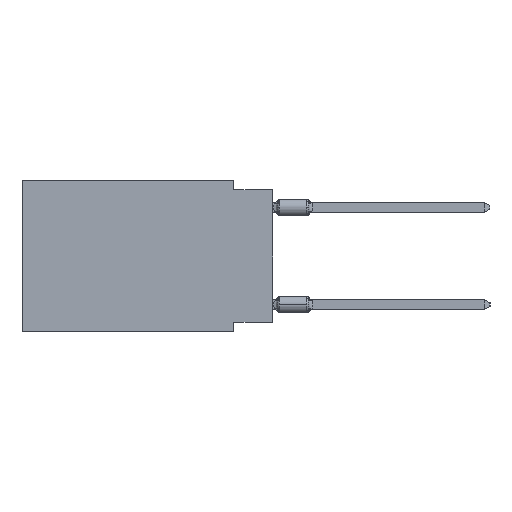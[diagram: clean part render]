
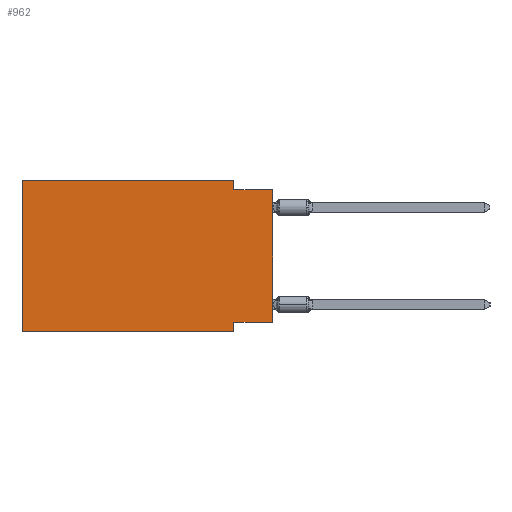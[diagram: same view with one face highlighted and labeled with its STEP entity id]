
A CAD part, left-side view. The second image highlights one B-rep face of the part: STEP entity #962.
In plain terms, the highlighted planar face has unit normal (-1, 0, 0).
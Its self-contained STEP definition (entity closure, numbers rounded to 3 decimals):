
#410 = ORIENTED_EDGE ( 'NONE', *, *, #58035, .F. ) ;
#962 = ADVANCED_FACE ( 'NONE', ( #55147 ), #35275, .F. ) ;
#1135 = VERTEX_POINT ( 'NONE', #53446 ) ;
#1235 = LINE ( 'NONE', #40379, #49612 ) ;
#2537 = VECTOR ( 'NONE', #55356, 1000. ) ;
#6178 = EDGE_LOOP ( 'NONE', ( #43307, #28051, #8641, #13188, #52492, #25373, #410, #56465 ) ) ;
#6701 = DIRECTION ( 'NONE',  ( 0., 0., -1. ) ) ;
#7270 = CARTESIAN_POINT ( 'NONE',  ( 0., 16.383, 0. ) ) ;
#7992 = DIRECTION ( 'NONE',  ( 0., 0., -1. ) ) ;
#8091 = LINE ( 'NONE', #45451, #2537 ) ;
#8641 = ORIENTED_EDGE ( 'NONE', *, *, #53486, .F. ) ;
#9791 = CARTESIAN_POINT ( 'NONE',  ( 0., 2.54, -0.635 ) ) ;
#9802 = VECTOR ( 'NONE', #13549, 1000. ) ;
#10328 = VERTEX_POINT ( 'NONE', #29628 ) ;
#10984 = VECTOR ( 'NONE', #16349, 1000. ) ;
#11541 = LINE ( 'NONE', #55173, #10984 ) ;
#11831 = EDGE_CURVE ( 'NONE', #15435, #10328, #8091, .T. ) ;
#12471 = DIRECTION ( 'NONE',  ( 0., 0., 1. ) ) ;
#12619 = VERTEX_POINT ( 'NONE', #41638 ) ;
#13188 = ORIENTED_EDGE ( 'NONE', *, *, #29415, .F. ) ;
#13549 = DIRECTION ( 'NONE',  ( 0., 0., -1. ) ) ;
#14083 = CARTESIAN_POINT ( 'NONE',  ( 0., 16.383, 0. ) ) ;
#14292 = VERTEX_POINT ( 'NONE', #49566 ) ;
#15435 = VERTEX_POINT ( 'NONE', #9791 ) ;
#16349 = DIRECTION ( 'NONE',  ( 0., -1., 0. ) ) ;
#16867 = DIRECTION ( 'NONE',  ( 0., 0., 1. ) ) ;
#20330 = VERTEX_POINT ( 'NONE', #47402 ) ;
#22884 = EDGE_CURVE ( 'NONE', #12619, #1135, #1235, .T. ) ;
#25373 = ORIENTED_EDGE ( 'NONE', *, *, #37512, .T. ) ;
#28051 = ORIENTED_EDGE ( 'NONE', *, *, #11831, .F. ) ;
#28331 = EDGE_CURVE ( 'NONE', #12619, #10328, #41263, .T. ) ;
#29415 = EDGE_CURVE ( 'NONE', #40831, #14292, #29478, .T. ) ;
#29478 = LINE ( 'NONE', #14083, #48304 ) ;
#29628 = CARTESIAN_POINT ( 'NONE',  ( 0., 0., -0.635 ) ) ;
#35275 = PLANE ( 'NONE',  #49750 ) ;
#36482 = CARTESIAN_POINT ( 'NONE',  ( 0., 16.383, -9.906 ) ) ;
#37503 = CARTESIAN_POINT ( 'NONE',  ( 0., 2.54, 0. ) ) ;
#37512 = EDGE_CURVE ( 'NONE', #46125, #20330, #11541, .T. ) ;
#38071 = VECTOR ( 'NONE', #7992, 1000. ) ;
#40379 = CARTESIAN_POINT ( 'NONE',  ( 0., 0., -9.271 ) ) ;
#40831 = VERTEX_POINT ( 'NONE', #7270 ) ;
#41169 = VECTOR ( 'NONE', #16867, 1000. ) ;
#41263 = LINE ( 'NONE', #60825, #41169 ) ;
#41392 = LINE ( 'NONE', #37503, #38071 ) ;
#41638 = CARTESIAN_POINT ( 'NONE',  ( 0., 0., -9.271 ) ) ;
#43075 = CARTESIAN_POINT ( 'NONE',  ( 0., 2.54, -9.906 ) ) ;
#43307 = ORIENTED_EDGE ( 'NONE', *, *, #28331, .T. ) ;
#44394 = CARTESIAN_POINT ( 'NONE',  ( 0., 16.383, 0. ) ) ;
#45451 = CARTESIAN_POINT ( 'NONE',  ( 0., 0., -0.635 ) ) ;
#46125 = VERTEX_POINT ( 'NONE', #36482 ) ;
#47250 = LINE ( 'NONE', #43075, #9802 ) ;
#47402 = CARTESIAN_POINT ( 'NONE',  ( 0., 2.54, -9.906 ) ) ;
#48304 = VECTOR ( 'NONE', #49067, 1000. ) ;
#49067 = DIRECTION ( 'NONE',  ( 0., -1., 0. ) ) ;
#49566 = CARTESIAN_POINT ( 'NONE',  ( 0., 2.54, 0. ) ) ;
#49612 = VECTOR ( 'NONE', #59942, 1000. ) ;
#49750 = AXIS2_PLACEMENT_3D ( 'NONE', #50664, #60595, #6701 ) ;
#50664 = CARTESIAN_POINT ( 'NONE',  ( 0., 16.383, 0. ) ) ;
#51742 = EDGE_CURVE ( 'NONE', #46125, #40831, #54943, .T. ) ;
#52492 = ORIENTED_EDGE ( 'NONE', *, *, #51742, .F. ) ;
#53446 = CARTESIAN_POINT ( 'NONE',  ( 0., 2.54, -9.271 ) ) ;
#53486 = EDGE_CURVE ( 'NONE', #14292, #15435, #41392, .T. ) ;
#54943 = LINE ( 'NONE', #44394, #56335 ) ;
#55147 = FACE_OUTER_BOUND ( 'NONE', #6178, .T. ) ;
#55173 = CARTESIAN_POINT ( 'NONE',  ( 0., 16.383, -9.906 ) ) ;
#55356 = DIRECTION ( 'NONE',  ( 0., -1., 0. ) ) ;
#56335 = VECTOR ( 'NONE', #12471, 1000. ) ;
#56465 = ORIENTED_EDGE ( 'NONE', *, *, #22884, .F. ) ;
#58035 = EDGE_CURVE ( 'NONE', #1135, #20330, #47250, .T. ) ;
#59942 = DIRECTION ( 'NONE',  ( 0., 1., 0. ) ) ;
#60595 = DIRECTION ( 'NONE',  ( 1., 0., 0. ) ) ;
#60825 = CARTESIAN_POINT ( 'NONE',  ( 0., 0., 0. ) ) ;
